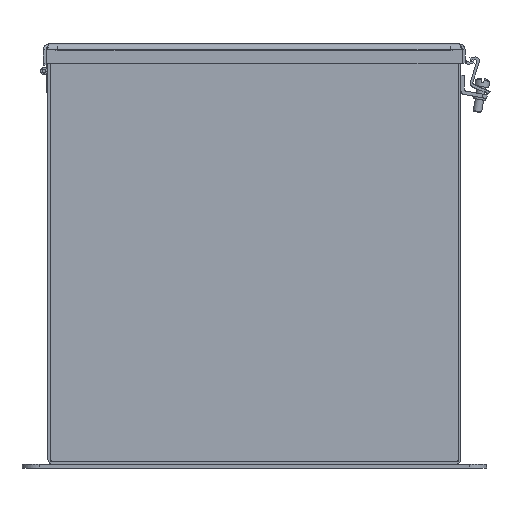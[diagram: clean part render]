
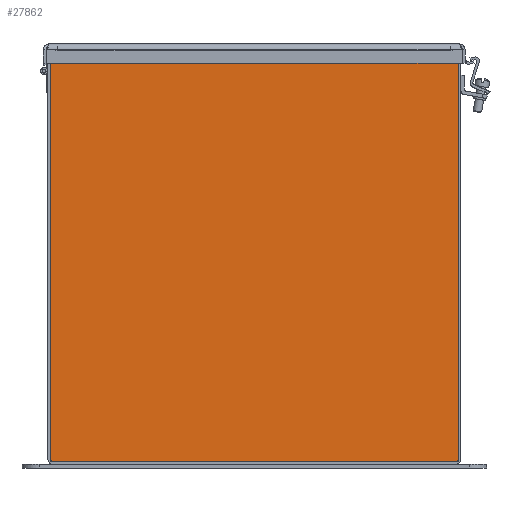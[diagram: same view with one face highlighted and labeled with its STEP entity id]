
A CAD part, left-side view. The second image highlights one B-rep face of the part: STEP entity #27862.
In plain terms, the highlighted planar face has unit normal (-1, 0, 0).
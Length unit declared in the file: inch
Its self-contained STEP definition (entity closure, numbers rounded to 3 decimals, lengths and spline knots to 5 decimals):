
#671 = ORIENTED_EDGE ( 'NONE', *, *, #4988, .F. ) ;
#1366 = CARTESIAN_POINT ( 'NONE',  ( -12., 5.4275, 10.58225 ) ) ;
#1763 = CARTESIAN_POINT ( 'NONE',  ( -12., -5.4275, 10.58225 ) ) ;
#2129 = DIRECTION ( 'NONE',  ( 0., 0., -1. ) ) ;
#2202 = DIRECTION ( 'NONE',  ( 0., -1., 0. ) ) ;
#2391 = CARTESIAN_POINT ( 'NONE',  ( -12., 5.926, 10.676 ) ) ;
#2502 = VECTOR ( 'NONE', #21002, 39.37008 ) ;
#2559 = CARTESIAN_POINT ( 'NONE',  ( -12., 5.926, -1.176 ) ) ;
#3062 = CARTESIAN_POINT ( 'NONE',  ( -12., 5.926, 4.75 ) ) ;
#3348 = VECTOR ( 'NONE', #24699, 39.37008 ) ;
#3870 = VECTOR ( 'NONE', #25703, 39.37008 ) ;
#3903 = FACE_OUTER_BOUND ( 'NONE', #29711, .T. ) ;
#4226 = CARTESIAN_POINT ( 'NONE',  ( -12., -5.4275, 10.58205 ) ) ;
#4253 = DIRECTION ( 'NONE',  ( 0., 1., 0. ) ) ;
#4391 = CARTESIAN_POINT ( 'NONE',  ( -12., 0., 10.676 ) ) ;
#4668 = ORIENTED_EDGE ( 'NONE', *, *, #9060, .F. ) ;
#4988 = EDGE_CURVE ( 'NONE', #6795, #18168, #27590, .T. ) ;
#5605 = LINE ( 'NONE', #28447, #19440 ) ;
#6005 = LINE ( 'NONE', #15394, #3348 ) ;
#6765 = EDGE_CURVE ( 'NONE', #23367, #27611, #5605, .T. ) ;
#6795 = VERTEX_POINT ( 'NONE', #14714 ) ;
#7151 = CARTESIAN_POINT ( 'NONE',  ( -12., 5.4275, 10.676 ) ) ;
#7376 = EDGE_CURVE ( 'NONE', #23220, #8625, #11796, .T. ) ;
#8625 = VERTEX_POINT ( 'NONE', #17248 ) ;
#9060 = EDGE_CURVE ( 'NONE', #28398, #21481, #19641, .T. ) ;
#9298 = DIRECTION ( 'NONE',  ( 0., 1., 0. ) ) ;
#9321 = EDGE_CURVE ( 'NONE', #25134, #8625, #20859, .T. ) ;
#10967 = LINE ( 'NONE', #23230, #27404 ) ;
#11072 = EDGE_CURVE ( 'NONE', #20846, #27611, #16260, .T. ) ;
#11324 = ORIENTED_EDGE ( 'NONE', *, *, #24232, .F. ) ;
#11328 = LINE ( 'NONE', #16542, #19181 ) ;
#11796 = LINE ( 'NONE', #18235, #17020 ) ;
#13745 = VERTEX_POINT ( 'NONE', #22317 ) ;
#13943 = DIRECTION ( 'NONE',  ( 0., 0., -1. ) ) ;
#14130 = DIRECTION ( 'NONE',  ( 0., 0., -1. ) ) ;
#14714 = CARTESIAN_POINT ( 'NONE',  ( -12., -5.926, 10.676 ) ) ;
#14905 = ORIENTED_EDGE ( 'NONE', *, *, #25778, .F. ) ;
#15394 = CARTESIAN_POINT ( 'NONE',  ( -12., -5.4277, 10.58205 ) ) ;
#15770 = LINE ( 'NONE', #4391, #3870 ) ;
#16186 = VECTOR ( 'NONE', #9298, 39.37008 ) ;
#16213 = CARTESIAN_POINT ( 'NONE',  ( -12., 0., -1.176 ) ) ;
#16260 = LINE ( 'NONE', #25733, #2502 ) ;
#16542 = CARTESIAN_POINT ( 'NONE',  ( -12., -5.4277, 4.75 ) ) ;
#16649 = DIRECTION ( 'NONE',  ( 1., 0., 0. ) ) ;
#16825 = DIRECTION ( 'NONE',  ( 0., -1., 0. ) ) ;
#17020 = VECTOR ( 'NONE', #4253, 39.37008 ) ;
#17248 = CARTESIAN_POINT ( 'NONE',  ( -12., 5.4277, 10.58205 ) ) ;
#17340 = DIRECTION ( 'NONE',  ( 0., 0., 1. ) ) ;
#18168 = VERTEX_POINT ( 'NONE', #27090 ) ;
#18235 = CARTESIAN_POINT ( 'NONE',  ( -12., 5.4275, 10.58205 ) ) ;
#19181 = VECTOR ( 'NONE', #20679, 39.37008 ) ;
#19250 = ORIENTED_EDGE ( 'NONE', *, *, #25191, .F. ) ;
#19255 = AXIS2_PLACEMENT_3D ( 'NONE', #21086, #16649, #28134 ) ;
#19433 = VERTEX_POINT ( 'NONE', #27733 ) ;
#19440 = VECTOR ( 'NONE', #16825, 39.37008 ) ;
#19641 = LINE ( 'NONE', #3062, #22645 ) ;
#20642 = CARTESIAN_POINT ( 'NONE',  ( -12., 5.4277, 10.676 ) ) ;
#20679 = DIRECTION ( 'NONE',  ( 0., 0., 1. ) ) ;
#20846 = VERTEX_POINT ( 'NONE', #4226 ) ;
#20859 = LINE ( 'NONE', #30161, #24137 ) ;
#20946 = ORIENTED_EDGE ( 'NONE', *, *, #11072, .T. ) ;
#21002 = DIRECTION ( 'NONE',  ( 0., 0., 1. ) ) ;
#21086 = CARTESIAN_POINT ( 'NONE',  ( -12., 0., 4.75 ) ) ;
#21096 = LINE ( 'NONE', #16213, #16186 ) ;
#21333 = CARTESIAN_POINT ( 'NONE',  ( -12., 5.4275, 10.58205 ) ) ;
#21442 = EDGE_CURVE ( 'NONE', #23367, #23220, #23407, .T. ) ;
#21481 = VERTEX_POINT ( 'NONE', #2391 ) ;
#21732 = EDGE_CURVE ( 'NONE', #19433, #20846, #6005, .T. ) ;
#22317 = CARTESIAN_POINT ( 'NONE',  ( -12., -5.4277, 10.676 ) ) ;
#22612 = PLANE ( 'NONE',  #19255 ) ;
#22645 = VECTOR ( 'NONE', #17340, 39.37008 ) ;
#23153 = CARTESIAN_POINT ( 'NONE',  ( -12., -5.926, 4.75 ) ) ;
#23220 = VERTEX_POINT ( 'NONE', #21333 ) ;
#23230 = CARTESIAN_POINT ( 'NONE',  ( -12., 0., 10.676 ) ) ;
#23367 = VERTEX_POINT ( 'NONE', #1366 ) ;
#23407 = LINE ( 'NONE', #7151, #26354 ) ;
#23923 = EDGE_CURVE ( 'NONE', #21481, #25134, #15770, .T. ) ;
#24137 = VECTOR ( 'NONE', #14130, 39.37008 ) ;
#24232 = EDGE_CURVE ( 'NONE', #13745, #6795, #10967, .T. ) ;
#24699 = DIRECTION ( 'NONE',  ( 0., 1., 0. ) ) ;
#25134 = VERTEX_POINT ( 'NONE', #20642 ) ;
#25191 = EDGE_CURVE ( 'NONE', #18168, #28398, #21096, .T. ) ;
#25304 = ORIENTED_EDGE ( 'NONE', *, *, #21732, .T. ) ;
#25621 = ORIENTED_EDGE ( 'NONE', *, *, #23923, .F. ) ;
#25685 = VECTOR ( 'NONE', #2129, 39.37008 ) ;
#25703 = DIRECTION ( 'NONE',  ( 0., -1., 0. ) ) ;
#25733 = CARTESIAN_POINT ( 'NONE',  ( -12., -5.4275, 10.58205 ) ) ;
#25778 = EDGE_CURVE ( 'NONE', #19433, #13745, #11328, .T. ) ;
#26120 = ORIENTED_EDGE ( 'NONE', *, *, #9321, .F. ) ;
#26354 = VECTOR ( 'NONE', #13943, 39.37008 ) ;
#26904 = ORIENTED_EDGE ( 'NONE', *, *, #21442, .T. ) ;
#27090 = CARTESIAN_POINT ( 'NONE',  ( -12., -5.926, -1.176 ) ) ;
#27281 = ORIENTED_EDGE ( 'NONE', *, *, #7376, .T. ) ;
#27404 = VECTOR ( 'NONE', #2202, 39.37008 ) ;
#27590 = LINE ( 'NONE', #23153, #25685 ) ;
#27594 = ORIENTED_EDGE ( 'NONE', *, *, #6765, .F. ) ;
#27611 = VERTEX_POINT ( 'NONE', #1763 ) ;
#27733 = CARTESIAN_POINT ( 'NONE',  ( -12., -5.4277, 10.58205 ) ) ;
#27862 = ADVANCED_FACE ( 'NONE', ( #3903 ), #22612, .F. ) ;
#28134 = DIRECTION ( 'NONE',  ( 0., 1., 0. ) ) ;
#28398 = VERTEX_POINT ( 'NONE', #2559 ) ;
#28447 = CARTESIAN_POINT ( 'NONE',  ( -12., 0., 10.58225 ) ) ;
#29711 = EDGE_LOOP ( 'NONE', ( #25304, #20946, #27594, #26904, #27281, #26120, #25621, #4668, #19250, #671, #11324, #14905 ) ) ;
#30161 = CARTESIAN_POINT ( 'NONE',  ( -12., 5.4277, 4.75 ) ) ;
